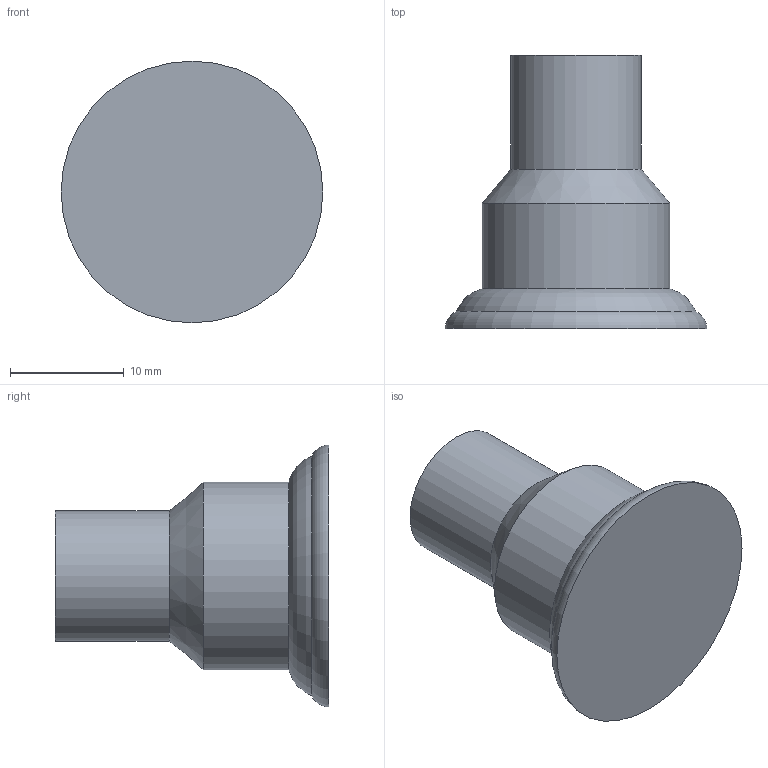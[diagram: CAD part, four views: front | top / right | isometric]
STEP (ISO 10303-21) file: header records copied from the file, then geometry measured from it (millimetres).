
FILE_DESCRIPTION(/* description */ (''),/* implementation_level */ '2;1');
FILE_NAME(/* name */ 'vs23nit.stp',/* time_stamp */ '2020-03-26T11:38:10+01:00',/* author */ ('nebuc'),/* organization */ (''),/* preprocessor_version */ 'ST-DEVELOPER v17',/* originating_system */ 'Autodesk Inventor 2019',/* authorisation */ '');
FILE_SCHEMA (('AUTOMOTIVE_DESIGN { 1 0 10303 214 3 1 1 }'));
Length unit declared in the file: millimetre
Products named in the file (1): 59_3D_vs23
Bounding box: 23 x 24 x 23 mm (x, y, z)
Volume: 3824.9 mm3; surface area: 2007.6 mm2
Topology: 1 solids, 1 shells, 9 faces, 23 edges, 17 vertices
Faces by surface type: cylinder 3, plane 3, torus 2, cone 1
Full cylindrical faces by diameter (mm): 7.8 x1, 11.5 x1, 16.5 x1
Entity records: 351 total; most frequent: DIRECTION 62, CARTESIAN_POINT 50, ORIENTED_EDGE 46, AXIS2_PLACEMENT_3D 29, EDGE_CURVE 23, CIRCLE 19, VERTEX_POINT 17, EDGE_LOOP 10
